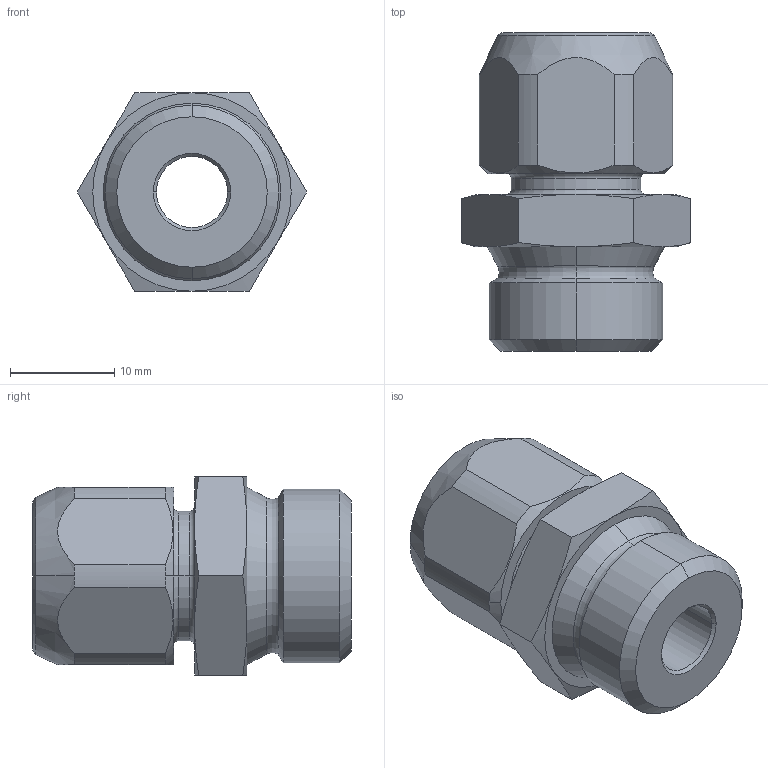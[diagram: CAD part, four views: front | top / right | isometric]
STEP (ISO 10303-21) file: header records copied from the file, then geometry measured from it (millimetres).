
FILE_DESCRIPTION(( 'CX.11.10.38.stp' ), '1');
FILE_NAME( 'CX.11.10.38.stp', '2018-08-24T14:34:41',( 'Sopra'),('sopra-pneumatic.com'), 'SwSTEP 2.0','SolidWorks 2009','' );
FILE_SCHEMA(('CONFIG_CONTROL_DESIGN'));
Length unit declared in the file: millimetre
Products named in the file (1): 360031B_151X4-10-8-3-8
Bounding box: 21.94 x 30.5 x 19 mm (x, y, z)
Volume: 5601.7 mm3; surface area: 3398 mm2
Topology: 1 solids, 1 shells, 77 faces, 172 edges, 102 vertices
Faces by surface type: cone 34, plane 19, cylinder 16, torus 8
Entity records: 2296 total; most frequent: CARTESIAN_POINT 549, DIRECTION 376, ORIENTED_EDGE 344, EDGE_CURVE 172, AXIS2_PLACEMENT_3D 163, VERTEX_POINT 102, CIRCLE 86, EDGE_LOOP 84
